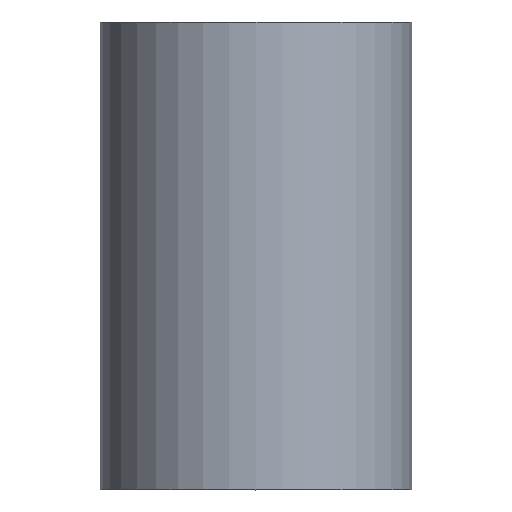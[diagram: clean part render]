
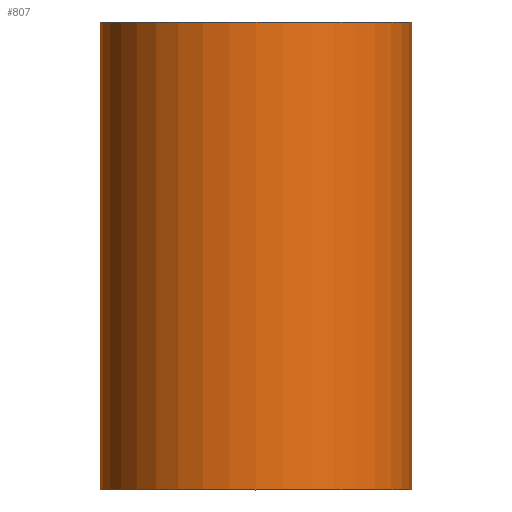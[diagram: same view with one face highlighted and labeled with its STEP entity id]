
A CAD part, top view. The second image highlights one B-rep face of the part: STEP entity #807.
In plain terms, the highlighted cylindrical face has radius 5 mm (diameter 10 mm), a full revolution.
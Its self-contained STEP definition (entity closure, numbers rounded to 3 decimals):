
#29=CIRCLE('',#873,5.);
#30=CIRCLE('',#874,5.);
#31=CIRCLE('',#875,5.);
#32=CIRCLE('',#876,5.);
#77=FACE_OUTER_BOUND('',#125,.T.);
#125=EDGE_LOOP('',(#706,#707,#708,#709,#710,#711));
#240=LINE('',#3502,#280);
#280=VECTOR('',#1022,5.);
#354=VERTEX_POINT('',#3497);
#355=VERTEX_POINT('',#3498);
#356=VERTEX_POINT('',#3501);
#357=VERTEX_POINT('',#3503);
#474=EDGE_CURVE('',#354,#355,#29,.T.);
#475=EDGE_CURVE('',#355,#354,#30,.T.);
#476=EDGE_CURVE('',#355,#356,#240,.T.);
#477=EDGE_CURVE('',#357,#356,#31,.T.);
#478=EDGE_CURVE('',#356,#357,#32,.T.);
#706=ORIENTED_EDGE('',*,*,#474,.F.);
#707=ORIENTED_EDGE('',*,*,#475,.F.);
#708=ORIENTED_EDGE('',*,*,#476,.T.);
#709=ORIENTED_EDGE('',*,*,#477,.F.);
#710=ORIENTED_EDGE('',*,*,#478,.F.);
#711=ORIENTED_EDGE('',*,*,#476,.F.);
#762=CYLINDRICAL_SURFACE('',#872,5.);
#807=ADVANCED_FACE('',(#77),#762,.T.);
#872=AXIS2_PLACEMENT_3D('',#3496,#1016,#1017);
#873=AXIS2_PLACEMENT_3D('',#3499,#1018,#1019);
#874=AXIS2_PLACEMENT_3D('',#3500,#1020,#1021);
#875=AXIS2_PLACEMENT_3D('',#3504,#1023,#1024);
#876=AXIS2_PLACEMENT_3D('',#3505,#1025,#1026);
#1016=DIRECTION('center_axis',(0.,1.,0.));
#1017=DIRECTION('ref_axis',(1.,0.,0.));
#1018=DIRECTION('center_axis',(0.,1.,0.));
#1019=DIRECTION('ref_axis',(1.,0.,0.));
#1020=DIRECTION('center_axis',(0.,1.,0.));
#1021=DIRECTION('ref_axis',(1.,0.,0.));
#1022=DIRECTION('',(0.,-1.,0.));
#1023=DIRECTION('center_axis',(0.,-1.,0.));
#1024=DIRECTION('ref_axis',(1.,0.,0.));
#1025=DIRECTION('center_axis',(0.,-1.,0.));
#1026=DIRECTION('ref_axis',(1.,0.,0.));
#3496=CARTESIAN_POINT('Origin',(0.,7.5,0.));
#3497=CARTESIAN_POINT('',(5.,15.,0.));
#3498=CARTESIAN_POINT('',(-5.,15.,0.));
#3499=CARTESIAN_POINT('Origin',(0.,15.,0.));
#3500=CARTESIAN_POINT('Origin',(0.,15.,0.));
#3501=CARTESIAN_POINT('',(-5.,0.,0.));
#3502=CARTESIAN_POINT('',(-5.,7.5,0.));
#3503=CARTESIAN_POINT('',(5.,0.,0.));
#3504=CARTESIAN_POINT('Origin',(0.,0.,0.));
#3505=CARTESIAN_POINT('Origin',(0.,0.,0.));
